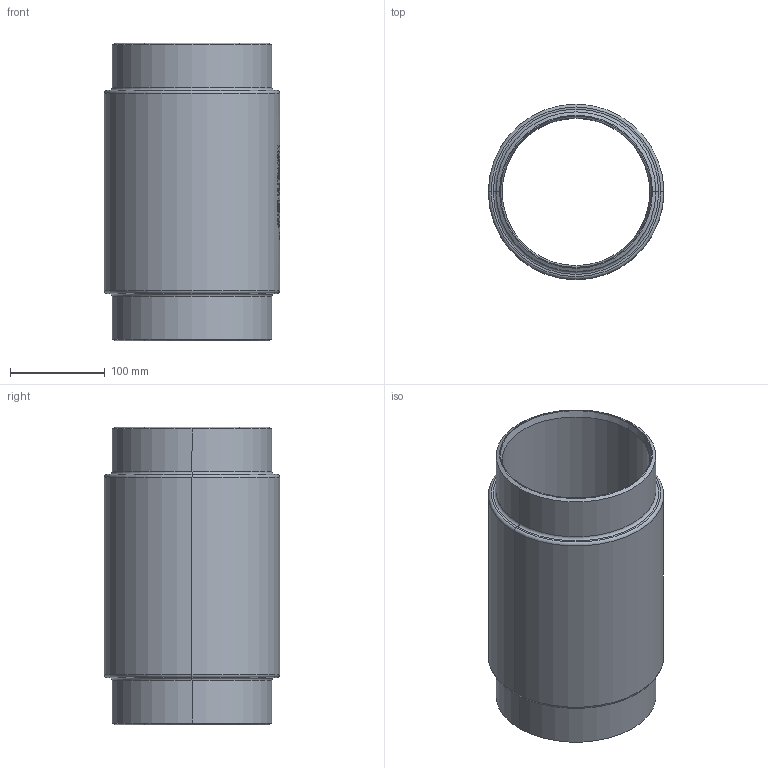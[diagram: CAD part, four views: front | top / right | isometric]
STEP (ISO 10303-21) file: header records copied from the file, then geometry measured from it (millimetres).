
FILE_DESCRIPTION (( 'STEP AP214' ), '1' );
FILE_NAME ('7110000_DN150_ PN16 51420159.STEP', '2022-03-21T07:14:35', ( 'axxx' ), ( 'Hewlett-Packard Company' ), 'SwSTEP 2.0', 'SolidWorks 2019', '' );
FILE_SCHEMA (( 'AUTOMOTIVE_DESIGN' ));
Length unit declared in the file: millimetre
Products named in the file (1): 7110000_DN150_ PN16 51420159
Bounding box: 184.8 x 184.8 x 314 mm (x, y, z)
Volume: 1974147.4 mm3; surface area: 345786.7 mm2
Topology: 1 solids, 1 shells, 497 faces, 1280 edges, 848 vertices
Faces by surface type: plane 250, bspline 204, cylinder 27, torus 8, cone 8
Entity records: 27386 total; most frequent: CARTESIAN_POINT 16676, ORIENTED_EDGE 2560, DIRECTION 1516, EDGE_CURVE 1280, VERTEX_POINT 848, VECTOR 720, LINE 720, EDGE_LOOP 562
